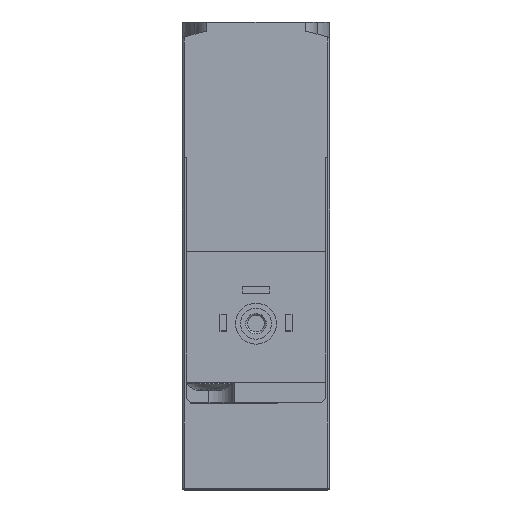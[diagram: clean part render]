
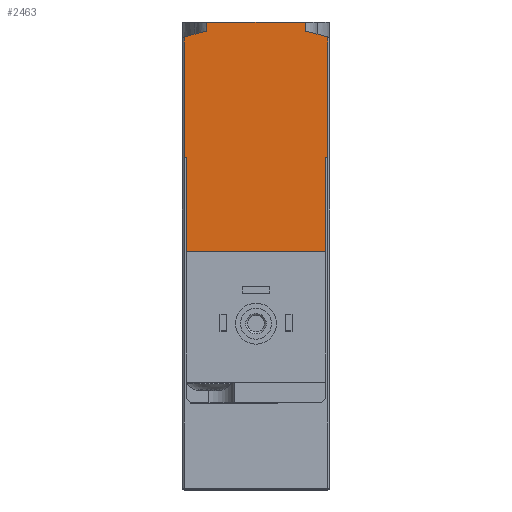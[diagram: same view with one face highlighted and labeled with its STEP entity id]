
A CAD part, top view. The second image highlights one B-rep face of the part: STEP entity #2463.
In plain terms, the highlighted face is planar.
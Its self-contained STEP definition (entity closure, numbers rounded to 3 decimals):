
#120=PLANE('',#2725);
#233=CIRCLE('',#2665,30.);
#235=CIRCLE('',#2669,30.);
#678=ORIENTED_EDGE('',*,*,#1183,.F.);
#679=ORIENTED_EDGE('',*,*,#1102,.T.);
#680=ORIENTED_EDGE('',*,*,#1124,.F.);
#681=ORIENTED_EDGE('',*,*,#1130,.F.);
#682=ORIENTED_EDGE('',*,*,#1076,.F.);
#683=ORIENTED_EDGE('',*,*,#1185,.F.);
#684=ORIENTED_EDGE('',*,*,#1085,.F.);
#685=ORIENTED_EDGE('',*,*,#1128,.F.);
#686=ORIENTED_EDGE('',*,*,#1121,.T.);
#687=ORIENTED_EDGE('',*,*,#1094,.T.);
#688=ORIENTED_EDGE('',*,*,#1180,.T.);
#689=ORIENTED_EDGE('',*,*,#1186,.F.);
#1076=EDGE_CURVE('',#1384,#1385,#1554,.T.);
#1085=EDGE_CURVE('',#1392,#1393,#1563,.T.);
#1094=EDGE_CURVE('',#1400,#1401,#233,.T.);
#1102=EDGE_CURVE('',#1409,#1408,#235,.T.);
#1121=EDGE_CURVE('',#1425,#1400,#1591,.T.);
#1124=EDGE_CURVE('',#1427,#1408,#1594,.T.);
#1128=EDGE_CURVE('',#1425,#1392,#1598,.T.);
#1130=EDGE_CURVE('',#1385,#1427,#1600,.T.);
#1180=EDGE_CURVE('',#1401,#1459,#1639,.T.);
#1183=EDGE_CURVE('',#1409,#1461,#1641,.T.);
#1185=EDGE_CURVE('',#1393,#1384,#1643,.T.);
#1186=EDGE_CURVE('',#1461,#1459,#1644,.T.);
#1384=VERTEX_POINT('',#3991);
#1385=VERTEX_POINT('',#3993);
#1392=VERTEX_POINT('',#4009);
#1393=VERTEX_POINT('',#4011);
#1400=VERTEX_POINT('',#4039);
#1401=VERTEX_POINT('',#4040);
#1408=VERTEX_POINT('',#4054);
#1409=VERTEX_POINT('',#4056);
#1425=VERTEX_POINT('',#4102);
#1427=VERTEX_POINT('',#4108);
#1459=VERTEX_POINT('',#4232);
#1461=VERTEX_POINT('',#4240);
#1554=LINE('',#3992,#1734);
#1563=LINE('',#4010,#1743);
#1591=LINE('',#4101,#1771);
#1594=LINE('',#4107,#1774);
#1598=LINE('',#4114,#1778);
#1600=LINE('',#4116,#1780);
#1639=LINE('',#4233,#1819);
#1641=LINE('',#4239,#1821);
#1643=LINE('',#4243,#1823);
#1644=LINE('',#4244,#1824);
#1734=VECTOR('',#3080,1000.);
#1743=VECTOR('',#3091,1000.);
#1771=VECTOR('',#3137,1000.);
#1774=VECTOR('',#3142,1000.);
#1778=VECTOR('',#3148,1000.);
#1780=VECTOR('',#3150,1000.);
#1819=VECTOR('',#3283,1000.);
#1821=VECTOR('',#3291,1000.);
#1823=VECTOR('',#3295,1000.);
#1824=VECTOR('',#3296,1000.);
#2021=EDGE_LOOP('',(#678,#679,#680,#681,#682,#683,#684,#685,#686,#687,#688,
#689));
#2238=FACE_BOUND('',#2021,.T.);
#2463=ADVANCED_FACE('',(#2238),#120,.T.);
#2665=AXIS2_PLACEMENT_3D('',#4038,#3101,#3102);
#2669=AXIS2_PLACEMENT_3D('',#4055,#3113,#3114);
#2725=AXIS2_PLACEMENT_3D('',#4242,#3293,#3294);
#3080=DIRECTION('',(0.,1.,0.));
#3091=DIRECTION('',(0.,-1.,0.));
#3101=DIRECTION('',(-1.,0.,0.));
#3102=DIRECTION('',(0.,0.,1.));
#3113=DIRECTION('',(-1.,0.,0.));
#3114=DIRECTION('',(0.,0.,1.));
#3137=DIRECTION('',(0.,1.,0.));
#3142=DIRECTION('',(0.,1.,0.));
#3148=DIRECTION('',(0.,0.,-1.));
#3150=DIRECTION('',(0.,0.,-1.));
#3283=DIRECTION('',(0.,1.,0.));
#3291=DIRECTION('',(0.,1.,0.));
#3293=DIRECTION('',(-1.,0.,0.));
#3294=DIRECTION('',(0.,0.,1.));
#3295=DIRECTION('',(0.,0.,-1.));
#3296=DIRECTION('',(0.,0.,1.));
#3991=CARTESIAN_POINT('',(4.,28.9,-8.5));
#3992=CARTESIAN_POINT('',(4.,40.4,-8.5));
#3993=CARTESIAN_POINT('',(4.,40.4,-8.5));
#4009=CARTESIAN_POINT('',(4.,40.4,8.5));
#4010=CARTESIAN_POINT('',(4.,10.9,8.5));
#4011=CARTESIAN_POINT('',(4.,28.9,8.5));
#4038=CARTESIAN_POINT('',(4.,26.4,0.));
#4039=CARTESIAN_POINT('',(4.,55.096,8.75));
#4040=CARTESIAN_POINT('',(4.,55.794,6.));
#4054=CARTESIAN_POINT('',(4.,55.096,-8.75));
#4055=CARTESIAN_POINT('',(4.,26.4,0.));
#4056=CARTESIAN_POINT('',(4.,55.794,-6.));
#4101=CARTESIAN_POINT('',(4.,28.9,8.75));
#4102=CARTESIAN_POINT('',(4.,40.4,8.75));
#4107=CARTESIAN_POINT('',(4.,28.9,-8.75));
#4108=CARTESIAN_POINT('',(4.,40.4,-8.75));
#4114=CARTESIAN_POINT('',(4.,40.4,8.5));
#4116=CARTESIAN_POINT('',(4.,40.4,-26.25));
#4232=CARTESIAN_POINT('',(4.,56.9,6.));
#4233=CARTESIAN_POINT('',(4.,51.9,6.));
#4239=CARTESIAN_POINT('',(4.,51.9,-6.));
#4240=CARTESIAN_POINT('',(4.,56.9,-6.));
#4242=CARTESIAN_POINT('',(4.,51.9,-6.));
#4243=CARTESIAN_POINT('',(4.,28.9,8.75));
#4244=CARTESIAN_POINT('',(4.,56.9,-6.));
